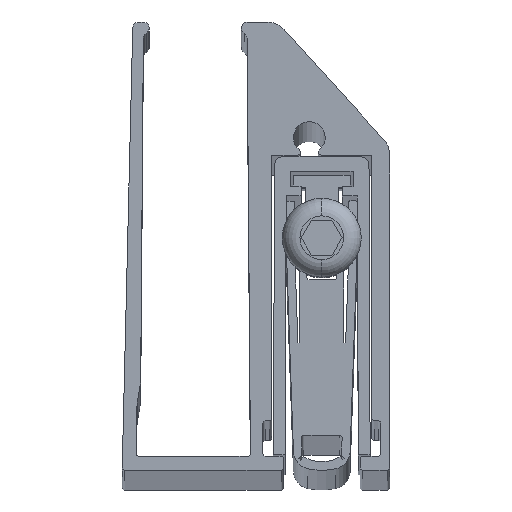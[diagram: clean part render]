
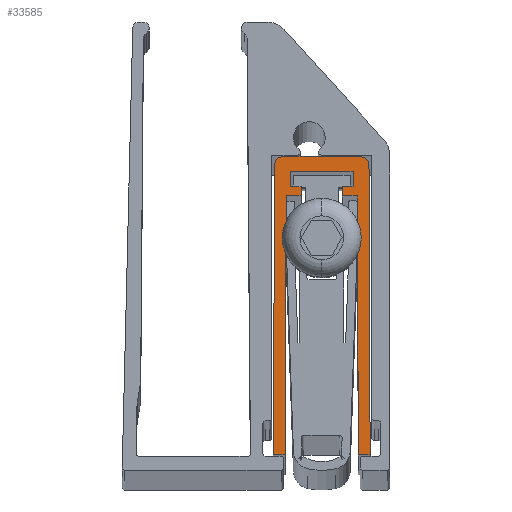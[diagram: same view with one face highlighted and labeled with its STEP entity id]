
A CAD part, top view. The second image highlights one B-rep face of the part: STEP entity #33585.
In plain terms, the highlighted planar face has unit normal (0, 0, 1).
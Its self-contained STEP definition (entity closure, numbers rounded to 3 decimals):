
#14 = DIRECTION ( 'NONE',  ( -1., 0., 0. ) ) ;
#655 = CARTESIAN_POINT ( 'NONE',  ( 3.303, -0.7, 959. ) ) ;
#865 = ORIENTED_EDGE ( 'NONE', *, *, #7810, .T. ) ;
#1268 = EDGE_CURVE ( 'NONE', #6171, #12663, #35921, .T. ) ;
#1291 = VERTEX_POINT ( 'NONE', #33272 ) ;
#1417 = DIRECTION ( 'NONE',  ( -0.004, 1., 0. ) ) ;
#1617 = DIRECTION ( 'NONE',  ( 0., -1., 0. ) ) ;
#1793 = CARTESIAN_POINT ( 'NONE',  ( -3.1, -25.304, 959. ) ) ;
#2015 = VECTOR ( 'NONE', #18376, 1000. ) ;
#2098 = CARTESIAN_POINT ( 'NONE',  ( 2.65, -1.25, 959. ) ) ;
#2158 = AXIS2_PLACEMENT_3D ( 'NONE', #11850, #12235, #6541 ) ;
#2285 = LINE ( 'NONE', #2098, #7624 ) ;
#2408 = EDGE_CURVE ( 'NONE', #11253, #9610, #22746, .T. ) ;
#2873 = ORIENTED_EDGE ( 'NONE', *, *, #4096, .T. ) ;
#3467 = CARTESIAN_POINT ( 'NONE',  ( -2.65, -2.55, 959. ) ) ;
#3592 = VECTOR ( 'NONE', #32711, 1000. ) ;
#4096 = EDGE_CURVE ( 'NONE', #34381, #6706, #28129, .T. ) ;
#4315 = CARTESIAN_POINT ( 'NONE',  ( -3.013, -3.35, 959. ) ) ;
#4530 = CARTESIAN_POINT ( 'NONE',  ( 3.013, -3.35, 959. ) ) ;
#4569 = ORIENTED_EDGE ( 'NONE', *, *, #9804, .T. ) ;
#4755 = ORIENTED_EDGE ( 'NONE', *, *, #7971, .T. ) ;
#4957 = VECTOR ( 'NONE', #1617, 1000. ) ;
#5154 = ORIENTED_EDGE ( 'NONE', *, *, #1268, .T. ) ;
#5197 = CARTESIAN_POINT ( 'NONE',  ( -3.013, -3.35, 959. ) ) ;
#5577 = VERTEX_POINT ( 'NONE', #10104 ) ;
#5727 = VERTEX_POINT ( 'NONE', #12688 ) ;
#5866 = CARTESIAN_POINT ( 'NONE',  ( -1.75, -2.55, 959. ) ) ;
#5969 = DIRECTION ( 'NONE',  ( 0., 0., 1. ) ) ;
#6045 = LINE ( 'NONE', #23389, #8225 ) ;
#6135 = DIRECTION ( 'NONE',  ( -1., 0., 0. ) ) ;
#6171 = VERTEX_POINT ( 'NONE', #5197 ) ;
#6541 = DIRECTION ( 'NONE',  ( -1., 0., 0. ) ) ;
#6706 = VERTEX_POINT ( 'NONE', #7404 ) ;
#6734 = LINE ( 'NONE', #18571, #31847 ) ;
#6826 = AXIS2_PLACEMENT_3D ( 'NONE', #655, #5969, #23313 ) ;
#7404 = CARTESIAN_POINT ( 'NONE',  ( 3.303, 0., 959. ) ) ;
#7485 = EDGE_CURVE ( 'NONE', #28271, #5577, #13661, .T. ) ;
#7624 = VECTOR ( 'NONE', #13513, 1000. ) ;
#7632 = VECTOR ( 'NONE', #25975, 1000. ) ;
#7810 = EDGE_CURVE ( 'NONE', #5577, #24232, #15010, .T. ) ;
#7820 = LINE ( 'NONE', #19450, #13776 ) ;
#7971 = EDGE_CURVE ( 'NONE', #9610, #34574, #28137, .T. ) ;
#8004 = ORIENTED_EDGE ( 'NONE', *, *, #7485, .T. ) ;
#8225 = VECTOR ( 'NONE', #17115, 1000. ) ;
#8604 = VERTEX_POINT ( 'NONE', #22530 ) ;
#8871 = VECTOR ( 'NONE', #9510, 1000. ) ;
#8872 = DIRECTION ( 'NONE',  ( 0.004, 1., 0. ) ) ;
#9363 = LINE ( 'NONE', #21564, #10101 ) ;
#9414 = ORIENTED_EDGE ( 'NONE', *, *, #19269, .T. ) ;
#9510 = DIRECTION ( 'NONE',  ( 0.004, -1., 0. ) ) ;
#9610 = VERTEX_POINT ( 'NONE', #18189 ) ;
#9804 = EDGE_CURVE ( 'NONE', #6706, #28271, #7820, .T. ) ;
#10101 = VECTOR ( 'NONE', #15271, 1000. ) ;
#10104 = CARTESIAN_POINT ( 'NONE',  ( -4.003, -0.697, 959. ) ) ;
#11008 = CARTESIAN_POINT ( 'NONE',  ( -4.1, -25.3, 959. ) ) ;
#11253 = VERTEX_POINT ( 'NONE', #37240 ) ;
#11523 = ORIENTED_EDGE ( 'NONE', *, *, #2408, .T. ) ;
#11850 = CARTESIAN_POINT ( 'NONE',  ( -3.303, -0.7, 959. ) ) ;
#12235 = DIRECTION ( 'NONE',  ( 0., 0., -1. ) ) ;
#12663 = VERTEX_POINT ( 'NONE', #17476 ) ;
#12688 = CARTESIAN_POINT ( 'NONE',  ( -2.65, -1.25, 959. ) ) ;
#12865 = EDGE_CURVE ( 'NONE', #1291, #34381, #6734, .T. ) ;
#12898 = EDGE_CURVE ( 'NONE', #13044, #5727, #30357, .T. ) ;
#13044 = VERTEX_POINT ( 'NONE', #3467 ) ;
#13060 = AXIS2_PLACEMENT_3D ( 'NONE', #32633, #26536, #6135 ) ;
#13208 = CARTESIAN_POINT ( 'NONE',  ( -2.65, -1.25, 959. ) ) ;
#13513 = DIRECTION ( 'NONE',  ( 0., -1., 0. ) ) ;
#13661 = CIRCLE ( 'NONE', #13060, 0.7 ) ;
#13776 = VECTOR ( 'NONE', #31059, 1000. ) ;
#13926 = ORIENTED_EDGE ( 'NONE', *, *, #31781, .T. ) ;
#14067 = VERTEX_POINT ( 'NONE', #1793 ) ;
#14187 = EDGE_CURVE ( 'NONE', #34574, #28401, #18108, .T. ) ;
#14934 = EDGE_CURVE ( 'NONE', #5727, #8604, #9363, .T. ) ;
#15010 = LINE ( 'NONE', #29494, #29867 ) ;
#15227 = EDGE_CURVE ( 'NONE', #37237, #11253, #17716, .T. ) ;
#15271 = DIRECTION ( 'NONE',  ( 1., 0., 0. ) ) ;
#15297 = PLANE ( 'NONE',  #2158 ) ;
#15799 = CARTESIAN_POINT ( 'NONE',  ( 3.013, -3.35, 959. ) ) ;
#16302 = EDGE_CURVE ( 'NONE', #12663, #32940, #6045, .T. ) ;
#16920 = EDGE_CURVE ( 'NONE', #24232, #14067, #25602, .T. ) ;
#17115 = DIRECTION ( 'NONE',  ( 0., 1., 0. ) ) ;
#17476 = CARTESIAN_POINT ( 'NONE',  ( -1.75, -3.35, 959. ) ) ;
#17716 = LINE ( 'NONE', #23618, #35577 ) ;
#18108 = LINE ( 'NONE', #15799, #8871 ) ;
#18189 = CARTESIAN_POINT ( 'NONE',  ( 1.75, -3.35, 959. ) ) ;
#18376 = DIRECTION ( 'NONE',  ( 0., 1., 0. ) ) ;
#18571 = CARTESIAN_POINT ( 'NONE',  ( 4.003, -0.697, 959. ) ) ;
#18602 = ORIENTED_EDGE ( 'NONE', *, *, #24968, .T. ) ;
#19269 = EDGE_CURVE ( 'NONE', #14067, #6171, #35152, .T. ) ;
#19450 = CARTESIAN_POINT ( 'NONE',  ( -3.303, 0., 959. ) ) ;
#19707 = CARTESIAN_POINT ( 'NONE',  ( -4.1, -25.3, 959. ) ) ;
#20686 = ORIENTED_EDGE ( 'NONE', *, *, #14187, .T. ) ;
#21150 = DIRECTION ( 'NONE',  ( -1., 0., 0. ) ) ;
#21564 = CARTESIAN_POINT ( 'NONE',  ( -2.65, -1.25, 959. ) ) ;
#21763 = EDGE_LOOP ( 'NONE', ( #23239, #22425, #28869, #18602, #30111, #11523, #4755, #20686, #13926, #33247, #2873, #4569, #8004, #865, #37624, #9414, #5154, #35603 ) ) ;
#22425 = ORIENTED_EDGE ( 'NONE', *, *, #12898, .T. ) ;
#22530 = CARTESIAN_POINT ( 'NONE',  ( 2.65, -1.25, 959. ) ) ;
#22746 = LINE ( 'NONE', #36823, #4957 ) ;
#23239 = ORIENTED_EDGE ( 'NONE', *, *, #29851, .T. ) ;
#23313 = DIRECTION ( 'NONE',  ( 1., 0., 0. ) ) ;
#23389 = CARTESIAN_POINT ( 'NONE',  ( -1.75, -2.55, 959. ) ) ;
#23618 = CARTESIAN_POINT ( 'NONE',  ( 2.65, -2.55, 959. ) ) ;
#24033 = CARTESIAN_POINT ( 'NONE',  ( 4.003, -0.697, 959. ) ) ;
#24232 = VERTEX_POINT ( 'NONE', #11008 ) ;
#24724 = DIRECTION ( 'NONE',  ( 1., 0., 0. ) ) ;
#24968 = EDGE_CURVE ( 'NONE', #8604, #37237, #2285, .T. ) ;
#25202 = VECTOR ( 'NONE', #14, 1000. ) ;
#25602 = LINE ( 'NONE', #19707, #7632 ) ;
#25925 = LINE ( 'NONE', #31635, #25202 ) ;
#25975 = DIRECTION ( 'NONE',  ( 1., -0.004, 0. ) ) ;
#26536 = DIRECTION ( 'NONE',  ( 0., 0., 1. ) ) ;
#26926 = FACE_OUTER_BOUND ( 'NONE', #21763, .T. ) ;
#27138 = CARTESIAN_POINT ( 'NONE',  ( 3.1, -25.304, 959. ) ) ;
#28010 = CARTESIAN_POINT ( 'NONE',  ( 3.013, -3.35, 959. ) ) ;
#28129 = CIRCLE ( 'NONE', #6826, 0.7 ) ;
#28137 = LINE ( 'NONE', #4530, #32915 ) ;
#28271 = VERTEX_POINT ( 'NONE', #31156 ) ;
#28401 = VERTEX_POINT ( 'NONE', #27138 ) ;
#28869 = ORIENTED_EDGE ( 'NONE', *, *, #14934, .T. ) ;
#29494 = CARTESIAN_POINT ( 'NONE',  ( -4.003, -0.697, 959. ) ) ;
#29851 = EDGE_CURVE ( 'NONE', #32940, #13044, #25925, .T. ) ;
#29867 = VECTOR ( 'NONE', #35946, 1000. ) ;
#29946 = DIRECTION ( 'NONE',  ( 1., 0.004, 0. ) ) ;
#30111 = ORIENTED_EDGE ( 'NONE', *, *, #15227, .T. ) ;
#30139 = LINE ( 'NONE', #35657, #36777 ) ;
#30357 = LINE ( 'NONE', #13208, #2015 ) ;
#31024 = CARTESIAN_POINT ( 'NONE',  ( 2.65, -2.55, 959. ) ) ;
#31059 = DIRECTION ( 'NONE',  ( -1., 0., 0. ) ) ;
#31156 = CARTESIAN_POINT ( 'NONE',  ( -3.303, 0., 959. ) ) ;
#31635 = CARTESIAN_POINT ( 'NONE',  ( -2.65, -2.55, 959. ) ) ;
#31781 = EDGE_CURVE ( 'NONE', #28401, #1291, #30139, .T. ) ;
#31847 = VECTOR ( 'NONE', #1417, 1000. ) ;
#32633 = CARTESIAN_POINT ( 'NONE',  ( -3.303, -0.7, 959. ) ) ;
#32711 = DIRECTION ( 'NONE',  ( 1., 0., 0. ) ) ;
#32915 = VECTOR ( 'NONE', #24724, 1000. ) ;
#32940 = VERTEX_POINT ( 'NONE', #5866 ) ;
#33247 = ORIENTED_EDGE ( 'NONE', *, *, #12865, .T. ) ;
#33272 = CARTESIAN_POINT ( 'NONE',  ( 4.1, -25.3, 959. ) ) ;
#33585 = ADVANCED_FACE ( 'NONE', ( #26926 ), #15297, .F. ) ;
#34381 = VERTEX_POINT ( 'NONE', #24033 ) ;
#34574 = VERTEX_POINT ( 'NONE', #28010 ) ;
#34600 = CARTESIAN_POINT ( 'NONE',  ( -3.013, -3.35, 959. ) ) ;
#35152 = LINE ( 'NONE', #34600, #35159 ) ;
#35159 = VECTOR ( 'NONE', #8872, 1000. ) ;
#35577 = VECTOR ( 'NONE', #21150, 1000. ) ;
#35603 = ORIENTED_EDGE ( 'NONE', *, *, #16302, .T. ) ;
#35657 = CARTESIAN_POINT ( 'NONE',  ( 4.1, -25.3, 959. ) ) ;
#35921 = LINE ( 'NONE', #4315, #3592 ) ;
#35946 = DIRECTION ( 'NONE',  ( -0.004, -1., 0. ) ) ;
#36777 = VECTOR ( 'NONE', #29946, 1000. ) ;
#36823 = CARTESIAN_POINT ( 'NONE',  ( 1.75, -2.55, 959. ) ) ;
#37237 = VERTEX_POINT ( 'NONE', #31024 ) ;
#37240 = CARTESIAN_POINT ( 'NONE',  ( 1.75, -2.55, 959. ) ) ;
#37624 = ORIENTED_EDGE ( 'NONE', *, *, #16920, .T. ) ;
